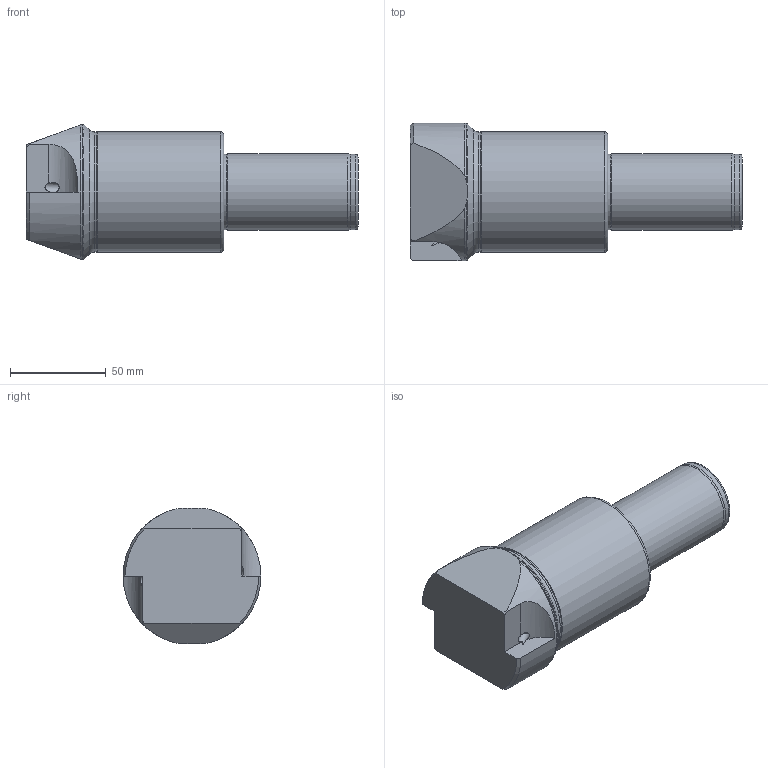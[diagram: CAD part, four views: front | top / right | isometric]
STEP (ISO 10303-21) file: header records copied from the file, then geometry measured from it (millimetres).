
FILE_DESCRIPTION(/* description */ (''),/* implementation_level */ '2;1');
FILE_NAME(/* name */ 'ABHRS-D63x130-W40-L200.stp',/* time_stamp */ '2023-10-11T10:53:22+03:00',/* author */ (''),/* organization */ (''),/* preprocessor_version */ 'ST-DEVELOPER v19.4',/* originating_system */ 'SIEMENS PLM Software NX2306.3001',/* authorisation */ '');
FILE_SCHEMA (('AP203_CONFIGURATION_CONTROLLED_3D_DESIGN_OF_MECHANICAL_PARTS_AND_ASSEMBLIES_MIM_LF { 1 0 10303 403 2 1 2}'));
Length unit declared in the file: millimetre
Products named in the file (1): ABHRS-dxf-jpg
Bounding box: 173.38 x 72 x 71 mm (x, y, z)
Volume: 421512.9 mm3; surface area: 36932.8 mm2
Topology: 1 solids, 1 shells, 40 faces, 102 edges, 63 vertices
Faces by surface type: cylinder 13, cone 13, plane 9, torus 5
Full cylindrical faces by diameter (mm): 5 x2, 39.5 x2, 40 x1, 62.8 x1, 63 x1
Entity records: 1480 total; most frequent: CARTESIAN_POINT 249, DIRECTION 192, ORIENTED_EDGE 156, AXIS2_PLACEMENT_3D 87, EDGE_CURVE 78, VERTEX_POINT 60, EDGE_LOOP 58, PRESENTATION_STYLE_ASSIGNMENT 41
